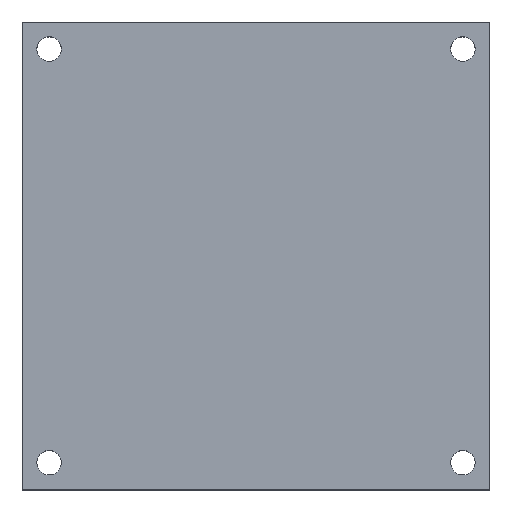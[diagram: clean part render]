
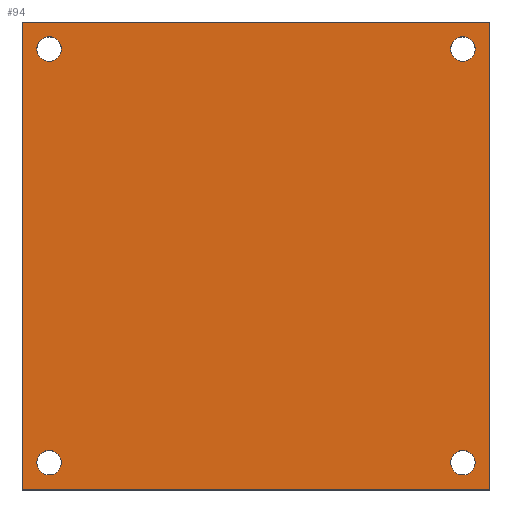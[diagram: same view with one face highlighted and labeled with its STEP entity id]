
A CAD part, top view. The second image highlights one B-rep face of the part: STEP entity #94.
In plain terms, the highlighted planar face has unit normal (0, 0, 1).
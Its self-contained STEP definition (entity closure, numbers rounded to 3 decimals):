
#94 = ADVANCED_FACE( '', ( #219, #220, #221, #222, #223 ), #224, .F. );
#219 = FACE_BOUND( '', #364, .T. );
#220 = FACE_BOUND( '', #365, .T. );
#221 = FACE_OUTER_BOUND( '', #366, .T. );
#222 = FACE_BOUND( '', #367, .T. );
#223 = FACE_BOUND( '', #368, .T. );
#224 = PLANE( '', #369 );
#364 = EDGE_LOOP( '', ( #553 ) );
#365 = EDGE_LOOP( '', ( #554 ) );
#366 = EDGE_LOOP( '', ( #555, #556, #557, #558 ) );
#367 = EDGE_LOOP( '', ( #559 ) );
#368 = EDGE_LOOP( '', ( #560 ) );
#369 = AXIS2_PLACEMENT_3D( '', #561, #562, #563 );
#553 = ORIENTED_EDGE( '', *, *, #674, .F. );
#554 = ORIENTED_EDGE( '', *, *, #671, .T. );
#555 = ORIENTED_EDGE( '', *, *, #692, .F. );
#556 = ORIENTED_EDGE( '', *, *, #684, .F. );
#557 = ORIENTED_EDGE( '', *, *, #700, .F. );
#558 = ORIENTED_EDGE( '', *, *, #644, .F. );
#559 = ORIENTED_EDGE( '', *, *, #657, .F. );
#560 = ORIENTED_EDGE( '', *, *, #701, .T. );
#561 = CARTESIAN_POINT( '', ( -65., 65., 23. ) );
#562 = DIRECTION( '', ( 0., 0., -1. ) );
#563 = DIRECTION( '', ( -1., 0., 0. ) );
#644 = EDGE_CURVE( '', #724, #726, #727, .T. );
#657 = EDGE_CURVE( '', #747, #747, #748, .T. );
#671 = EDGE_CURVE( '', #770, #770, #771, .T. );
#674 = EDGE_CURVE( '', #775, #775, #776, .T. );
#684 = EDGE_CURVE( '', #790, #792, #793, .T. );
#692 = EDGE_CURVE( '', #792, #724, #804, .T. );
#700 = EDGE_CURVE( '', #726, #790, #815, .T. );
#701 = EDGE_CURVE( '', #816, #816, #817, .T. );
#724 = VERTEX_POINT( '', #845 );
#726 = VERTEX_POINT( '', #848 );
#727 = LINE( '', #849, #850 );
#747 = VERTEX_POINT( '', #871 );
#748 = CIRCLE( '', #872, 3.4 );
#770 = VERTEX_POINT( '', #953 );
#771 = CIRCLE( '', #954, 3.4 );
#775 = VERTEX_POINT( '', #958 );
#776 = CIRCLE( '', #959, 3.4 );
#790 = VERTEX_POINT( '', #976 );
#792 = VERTEX_POINT( '', #979 );
#793 = LINE( '', #980, #981 );
#804 = LINE( '', #993, #994 );
#815 = LINE( '', #1064, #1065 );
#816 = VERTEX_POINT( '', #1066 );
#817 = CIRCLE( '', #1067, 3.4 );
#845 = CARTESIAN_POINT( '', ( -65., 65., 23. ) );
#848 = CARTESIAN_POINT( '', ( 65., 65., 23. ) );
#849 = CARTESIAN_POINT( '', ( -65., 65., 23. ) );
#850 = VECTOR( '', #1093, 1000. );
#871 = CARTESIAN_POINT( '', ( -57.5, -54.1, 23. ) );
#872 = AXIS2_PLACEMENT_3D( '', #1116, #1117, #1118 );
#953 = CARTESIAN_POINT( '', ( 57.5, -54.1, 23. ) );
#954 = AXIS2_PLACEMENT_3D( '', #1140, #1141, #1142 );
#958 = CARTESIAN_POINT( '', ( 57.5, 60.9, 23. ) );
#959 = AXIS2_PLACEMENT_3D( '', #1146, #1147, #1148 );
#976 = CARTESIAN_POINT( '', ( 65., -65., 23. ) );
#979 = CARTESIAN_POINT( '', ( -65., -65., 23. ) );
#980 = CARTESIAN_POINT( '', ( 65., -65., 23. ) );
#981 = VECTOR( '', #1162, 1000. );
#993 = CARTESIAN_POINT( '', ( -65., -65., 23. ) );
#994 = VECTOR( '', #1173, 1000. );
#1064 = CARTESIAN_POINT( '', ( 65., 65., 23. ) );
#1065 = VECTOR( '', #1180, 1000. );
#1066 = CARTESIAN_POINT( '', ( -57.5, 60.9, 23. ) );
#1067 = AXIS2_PLACEMENT_3D( '', #1181, #1182, #1183 );
#1093 = DIRECTION( '', ( 1., 0., 0. ) );
#1116 = CARTESIAN_POINT( '', ( -57.5, -57.5, 23. ) );
#1117 = DIRECTION( '', ( 0., 0., 1. ) );
#1118 = DIRECTION( '', ( 0., 1., 0. ) );
#1140 = CARTESIAN_POINT( '', ( 57.5, -57.5, 23. ) );
#1141 = DIRECTION( '', ( 0., 0., -1. ) );
#1142 = DIRECTION( '', ( 0., 1., 0. ) );
#1146 = CARTESIAN_POINT( '', ( 57.5, 57.5, 23. ) );
#1147 = DIRECTION( '', ( 0., 0., 1. ) );
#1148 = DIRECTION( '', ( 0., 1., 0. ) );
#1162 = DIRECTION( '', ( -1., 0., 0. ) );
#1173 = DIRECTION( '', ( 0., 1., 0. ) );
#1180 = DIRECTION( '', ( 0., -1., 0. ) );
#1181 = CARTESIAN_POINT( '', ( -57.5, 57.5, 23. ) );
#1182 = DIRECTION( '', ( 0., 0., -1. ) );
#1183 = DIRECTION( '', ( 0., 1., 0. ) );
